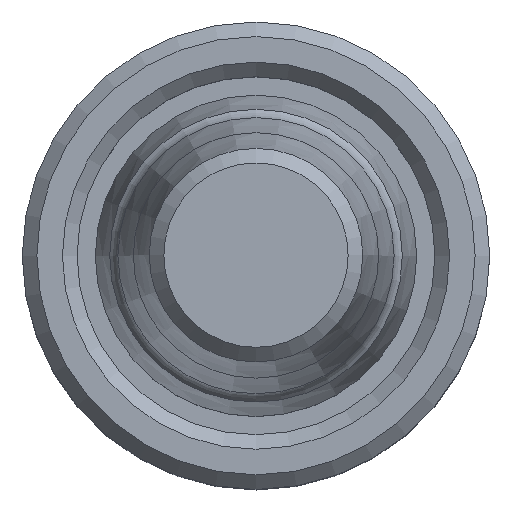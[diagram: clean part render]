
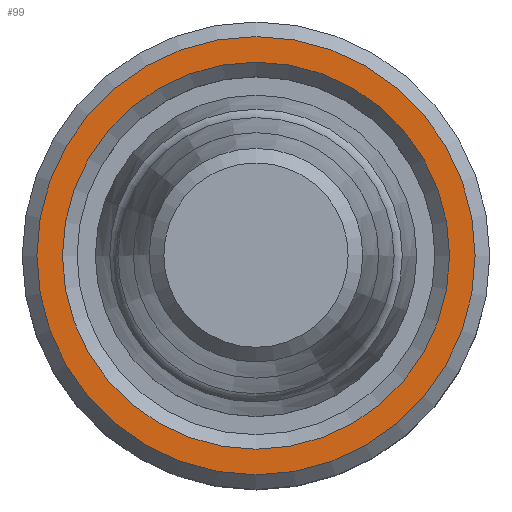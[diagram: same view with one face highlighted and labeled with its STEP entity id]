
A CAD part, top view. The second image highlights one B-rep face of the part: STEP entity #99.
In plain terms, the highlighted planar face has unit normal (0, 0, 1).
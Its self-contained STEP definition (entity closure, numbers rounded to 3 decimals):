
#71=FACE_BOUND('',#140,.T.);
#72=FACE_BOUND('',#141,.T.);
#99=ADVANCED_FACE('',(#71,#72),#110,.F.);
#110=PLANE('',#304);
#140=EDGE_LOOP('',(#180));
#141=EDGE_LOOP('',(#181));
#180=ORIENTED_EDGE('',*,*,#228,.F.);
#181=ORIENTED_EDGE('',*,*,#227,.T.);
#207=VERTEX_POINT('',#450);
#208=VERTEX_POINT('',#453);
#227=EDGE_CURVE('',#207,#207,#247,.T.);
#228=EDGE_CURVE('',#208,#208,#248,.T.);
#247=CIRCLE('',#301,6.625);
#248=CIRCLE('',#303,7.5);
#301=AXIS2_PLACEMENT_3D('',#449,#376,#377);
#303=AXIS2_PLACEMENT_3D('',#452,#380,#381);
#304=AXIS2_PLACEMENT_3D('',#454,#382,#383);
#376=DIRECTION('',(0.,0.,-1.));
#377=DIRECTION('',(-1.,0.,0.));
#380=DIRECTION('',(0.,0.,-1.));
#381=DIRECTION('',(-1.,0.,0.));
#382=DIRECTION('',(0.,0.,-1.));
#383=DIRECTION('',(-1.,0.,0.));
#449=CARTESIAN_POINT('',(0.,0.,3.075));
#450=CARTESIAN_POINT('',(-6.625,0.,3.075));
#452=CARTESIAN_POINT('',(0.,0.,3.075));
#453=CARTESIAN_POINT('',(-7.5,0.,3.075));
#454=CARTESIAN_POINT('',(0.,6.625,3.075));
